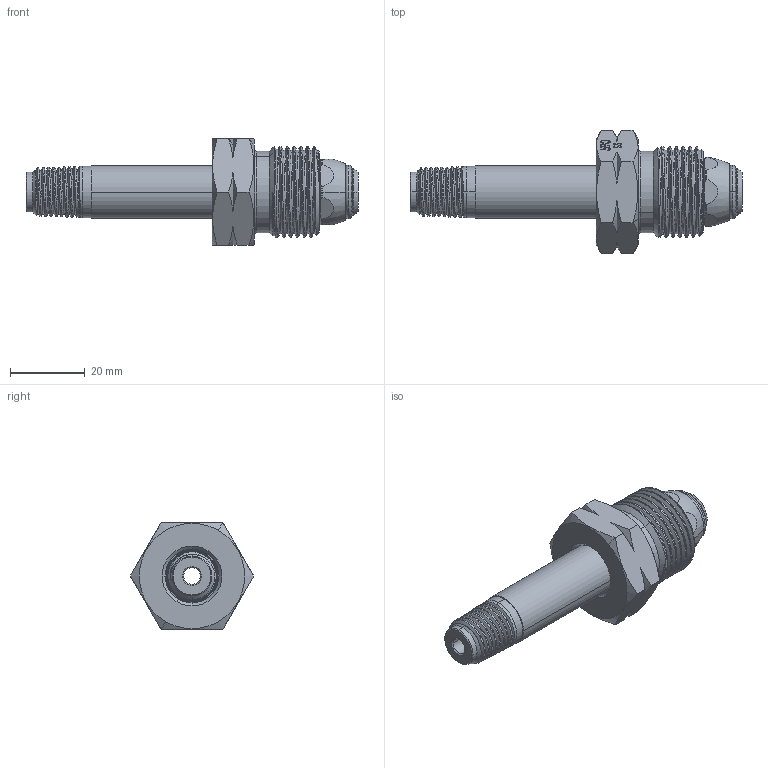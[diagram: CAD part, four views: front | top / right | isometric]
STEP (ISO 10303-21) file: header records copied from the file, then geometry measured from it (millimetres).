
FILE_DESCRIPTION (( 'STEP AP203' ), '1' );
FILE_NAME ('INL-590SS-4M-56V.STEP', '2025-02-21T17:52:49', ( '' ), ( '' ), 'SwSTEP 2.0', 'SolidWorks 2018', '' );
FILE_SCHEMA (( 'CONFIG_CONTROL_DESIGN' ));
Length unit declared in the file: inch
Products named in the file (1): INL-590SS-4M-56V
Bounding box: 88.9 x 33 x 28.57 mm (x, y, z)
Volume: 22883.3 mm3; surface area: 11307.1 mm2
Topology: 3 solids, 3 shells, 221 faces, 567 edges, 360 vertices
Faces by surface type: cone 63, bspline 62, plane 39, cylinder 33, torus 24
Entity records: 18694 total; most frequent: CARTESIAN_POINT 13808, ORIENTED_EDGE 1134, DIRECTION 774, EDGE_CURVE 567, VERTEX_POINT 360, AXIS2_PLACEMENT_3D 289, B_SPLINE_CURVE_WITH_KNOTS 242, EDGE_LOOP 235
